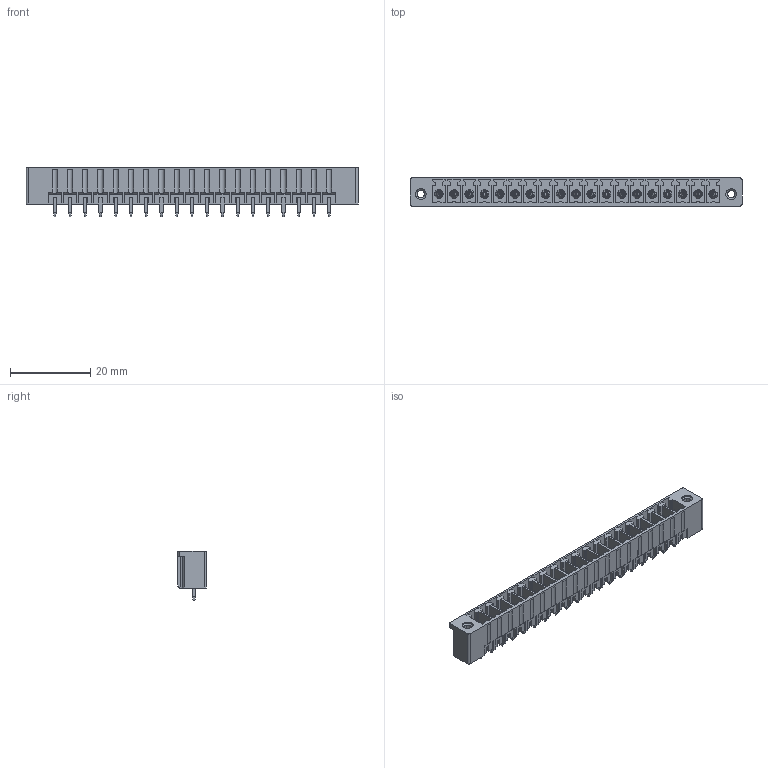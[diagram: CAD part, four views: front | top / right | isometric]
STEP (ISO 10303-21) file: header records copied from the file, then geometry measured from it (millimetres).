
FILE_DESCRIPTION(('CATIA V5 STEP Exchange','CAx-IF Rec.Pracs.--- Model Styling and Organization---1.2---2011-12-15'),'2;1');
FILE_NAME ('D1459856_0', '2018-09-29T05:48:10+00:00', ('none'), ('Weidmueller'), 'CATIA Version 5-6 Release 2014', 'CATIA V5 STEP AP214', 'none');
FILE_SCHEMA(('AUTOMOTIVE_DESIGN { 1 0 10303 214 1 1 1 1 }'));
Length unit declared in the file: millimetre
Products named in the file (1): 1943350000
Bounding box: 82.98 x 7.05 x 12.4 mm (x, y, z)
Volume: 2561.7 mm3; surface area: 7157.4 mm2
Topology: 20 solids, 20 shells, 1430 faces, 4081 edges, 2750 vertices
Faces by surface type: plane 1025, cylinder 325, cone 42, torus 38
Entity records: 43317 total; most frequent: CARTESIAN_POINT 8578, ORIENTED_EDGE 8162, DIRECTION 5540, EDGE_CURVE 4081, VECTOR 3279, LINE 3279, VERTEX_POINT 2750, EDGE_LOOP 1531
